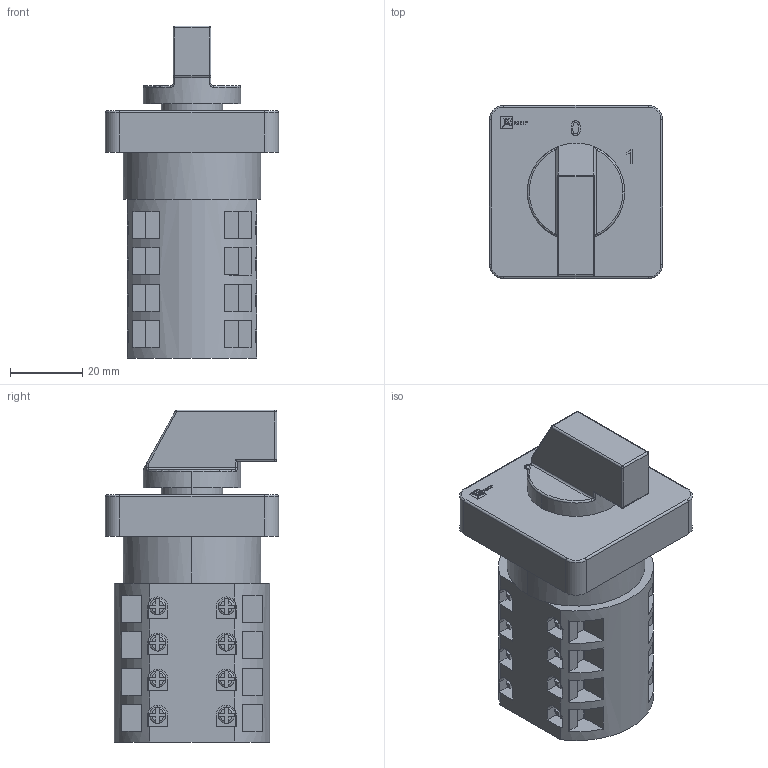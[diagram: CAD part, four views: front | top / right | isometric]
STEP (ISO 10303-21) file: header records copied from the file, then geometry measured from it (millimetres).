
FILE_DESCRIPTION (( 'STEP AP203' ), '1' );
FILE_NAME ('ﾏﾊ-1-14 10ﾀ 4ﾐ (pk-1-14-10).STEP', '2018-09-04T06:45:57', ( '' ), ( '' ), 'SwSTEP 2.0', 'SolidWorks 2017', '' );
FILE_SCHEMA (( 'CONFIG_CONTROL_DESIGN' ));
Length unit declared in the file: millimetre
Products named in the file (1): ﾏﾊ-1-14 10ﾀ 4ﾐ (pk-1-14-10)
Bounding box: 48 x 48 x 92 mm (x, y, z)
Volume: 102826.6 mm3; surface area: 21833 mm2
Topology: 1 solids, 1 shells, 724 faces, 2042 edges, 1335 vertices
Faces by surface type: plane 504, cylinder 109, torus 71, bspline 34, sphere 6
Entity records: 25224 total; most frequent: CARTESIAN_POINT 6479, ORIENTED_EDGE 4076, DIRECTION 3680, EDGE_CURVE 2038, LINE 1336, VECTOR 1336, VERTEX_POINT 1335, AXIS2_PLACEMENT_3D 1172
